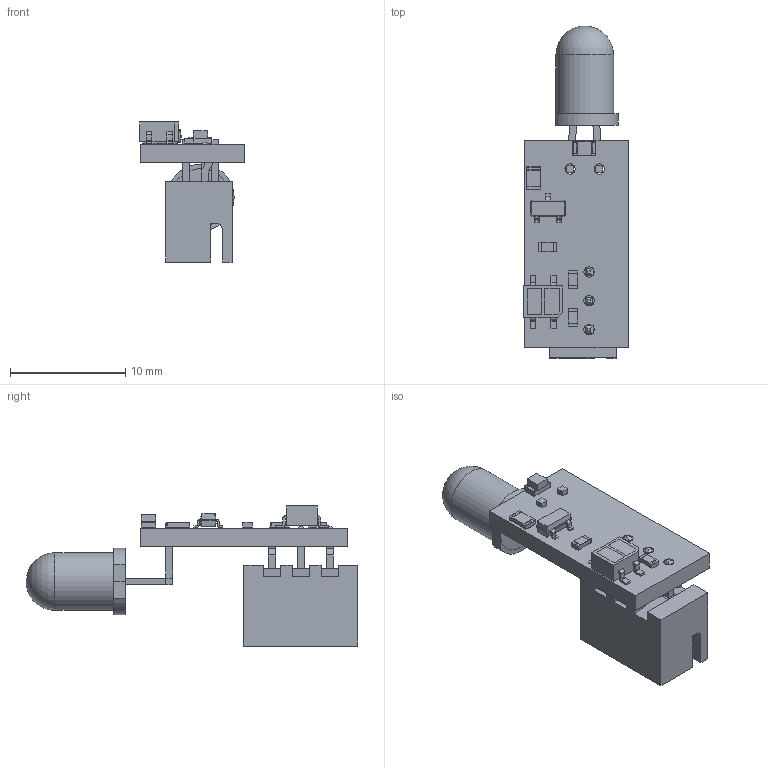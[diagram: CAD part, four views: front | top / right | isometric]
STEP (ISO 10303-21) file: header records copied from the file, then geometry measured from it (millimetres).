
FILE_DESCRIPTION(('KiCad electronic assembly'),'2;1');
FILE_NAME('Pedal_Proxy_Sensor_PCB.step','2024-06-23T00:45:23',('Pcbnew') ,('Kicad'),'Open CASCADE STEP processor 7.7','KiCad to STEP converter' ,'Unknown');
FILE_SCHEMA(('AUTOMOTIVE_DESIGN { 1 0 10303 214 1 1 1 1 }'));
Length unit declared in the file: millimetre
Products named in the file (16): Pedal_Proxy_Sensor_PCB 1; QRE1113GR; COMPOUND; R_0603_1608Metric; SOLID; SOT-23; R_0805_2012Metric; LED_0805_2012Metric; JST_XH_B3B-XH-A_1x03_P2.50mm_Vertical; LED_D5.0mm_Horizontal_O3.81mm_Z3.0mm; Pedal_Proxy_Sensor_PCB PCB
Assembly tree (17 placements, depth 3):
  Pedal_Proxy_Sensor_PCB 1
    QRE1113GR
      COMPOUND
    R_0603_1608Metric  x3
      SOLID
    SOT-23
      SOLID
    R_0805_2012Metric
      SOLID
    LED_0805_2012Metric
      SOLID
    JST_XH_B3B-XH-A_1x03_P2.50mm_Vertical
      SOLID
    LED_D5.0mm_Horizontal_O3.81mm_Z3.0mm
      SOLID
    Pedal_Proxy_Sensor_PCB PCB
Bounding box: 9.06 x 28.79 x 12.15 mm (x, y, z)
Volume: 643.5 mm3; surface area: 1275.8 mm2
Topology: 16 solids, 16 shells, 478 faces, 1210 edges, 774 vertices
Faces by surface type: plane 370, cylinder 80, bspline 27, sphere 1
Full cylindrical faces by diameter (mm): 0.9 x5, 5 x1
Entity records: 29417 total; most frequent: CARTESIAN_POINT 5117, DIRECTION 4023, LINE 2863, VECTOR 2863, ORIENTED_EDGE 2146, PCURVE 2146, DEFINITIONAL_REPRESENTATION 2146, EDGE_CURVE 1073
